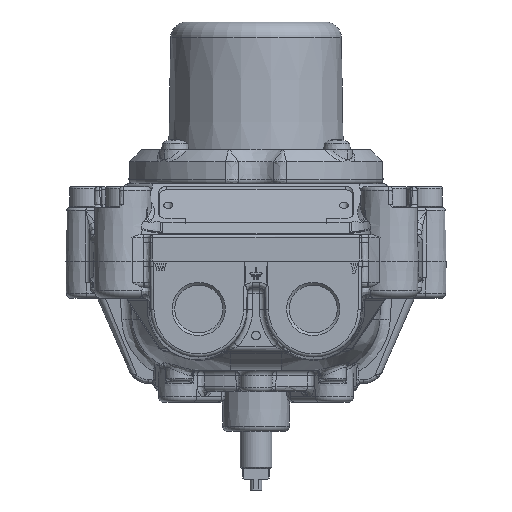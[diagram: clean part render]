
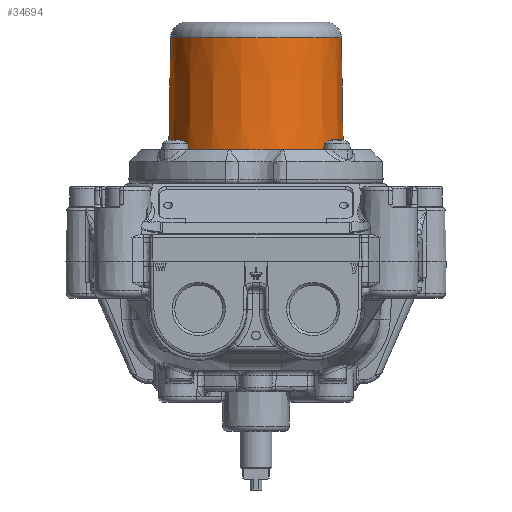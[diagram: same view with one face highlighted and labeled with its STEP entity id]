
A CAD part, left-side view. The second image highlights one B-rep face of the part: STEP entity #34694.
In plain terms, the highlighted conical face has half-angle 1 degrees and reference radius 32.397 mm.
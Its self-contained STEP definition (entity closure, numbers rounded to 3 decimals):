
#1501=CONICAL_SURFACE('',#37948,32.397,1.);
#4636=FACE_BOUND('',#12878,.T.);
#6374=CIRCLE('',#37949,32.039);
#6375=CIRCLE('',#37950,32.87);
#10744=FACE_OUTER_BOUND('',#12877,.T.);
#12877=EDGE_LOOP('',(#31937));
#12878=EDGE_LOOP('',(#31938));
#17468=VERTEX_POINT('',#84701);
#17469=VERTEX_POINT('',#84703);
#22373=EDGE_CURVE('',#17468,#17468,#6374,.T.);
#22374=EDGE_CURVE('',#17469,#17469,#6375,.T.);
#31937=ORIENTED_EDGE('',*,*,#22373,.F.);
#31938=ORIENTED_EDGE('',*,*,#22374,.T.);
#34694=ADVANCED_FACE('',(#10744,#4636),#1501,.T.);
#37948=AXIS2_PLACEMENT_3D('',#84700,#45767,#45768);
#37949=AXIS2_PLACEMENT_3D('',#84702,#45769,#45770);
#37950=AXIS2_PLACEMENT_3D('',#84704,#45771,#45772);
#45767=DIRECTION('center_axis',(0.,-1.,0.));
#45768=DIRECTION('ref_axis',(-1.,0.,0.));
#45769=DIRECTION('center_axis',(0.,1.,0.));
#45770=DIRECTION('ref_axis',(-1.,0.,0.));
#45771=DIRECTION('center_axis',(0.,1.,0.));
#45772=DIRECTION('ref_axis',(-1.,0.,0.));
#84700=CARTESIAN_POINT('Origin',(0.,34.552,0.));
#84701=CARTESIAN_POINT('',(-32.039,55.105,0.));
#84702=CARTESIAN_POINT('Origin',(0.,55.105,0.));
#84703=CARTESIAN_POINT('',(-32.87,7.474,0.));
#84704=CARTESIAN_POINT('Origin',(0.,7.474,0.));
